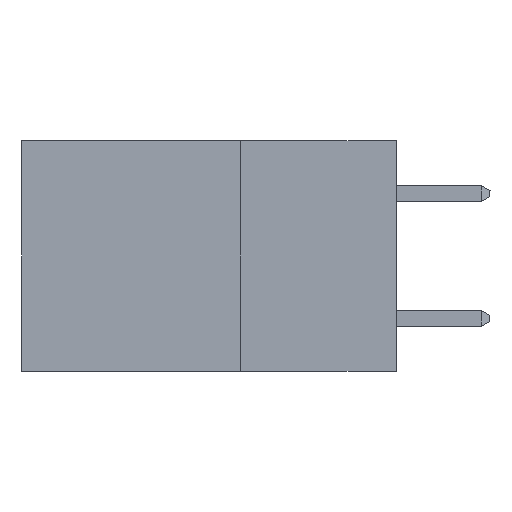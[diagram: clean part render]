
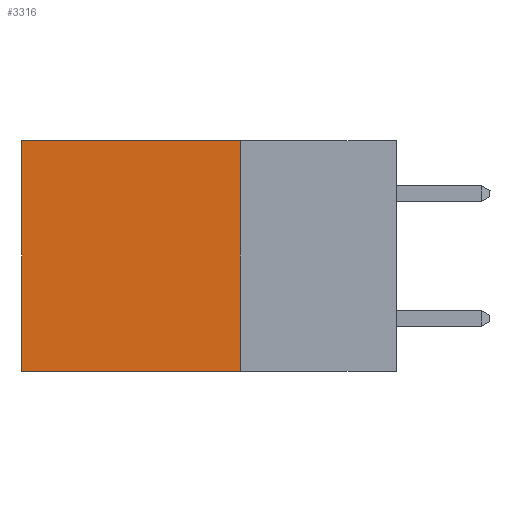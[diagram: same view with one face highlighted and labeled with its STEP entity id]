
A CAD part, left-side view. The second image highlights one B-rep face of the part: STEP entity #3316.
In plain terms, the highlighted planar face has unit normal (-1, 0, 0).
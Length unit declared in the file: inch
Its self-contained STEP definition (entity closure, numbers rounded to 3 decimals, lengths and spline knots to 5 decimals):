
#684 = CARTESIAN_POINT ( 'NONE',  ( 0.298, 0.6, 0. ) ) ;
#687 = CARTESIAN_POINT ( 'NONE',  ( 0.298, 0.6, 0. ) ) ;
#916 = CARTESIAN_POINT ( 'NONE',  ( 0.298, 0.25, -0.37 ) ) ;
#1373 = LINE ( 'NONE', #12526, #15927 ) ;
#2051 = DIRECTION ( 'NONE',  ( 0., 0., -1. ) ) ;
#2180 = VERTEX_POINT ( 'NONE', #3897 ) ;
#3316 = ADVANCED_FACE ( 'NONE', ( #11084 ), #14498, .F. ) ;
#3362 = ORIENTED_EDGE ( 'NONE', *, *, #7426, .F. ) ;
#3593 = DIRECTION ( 'NONE',  ( 0., 1., 0. ) ) ;
#3897 = CARTESIAN_POINT ( 'NONE',  ( 0.298, 0.6, -0.37 ) ) ;
#4246 = DIRECTION ( 'NONE',  ( 0., 0., -1. ) ) ;
#4530 = ORIENTED_EDGE ( 'NONE', *, *, #15836, .T. ) ;
#4945 = CARTESIAN_POINT ( 'NONE',  ( 0.298, 0.25, -0.37 ) ) ;
#7055 = LINE ( 'NONE', #15147, #9797 ) ;
#7426 = EDGE_CURVE ( 'NONE', #13839, #8403, #1373, .T. ) ;
#8389 = LINE ( 'NONE', #687, #11632 ) ;
#8403 = VERTEX_POINT ( 'NONE', #4945 ) ;
#8942 = EDGE_CURVE ( 'NONE', #14665, #2180, #8389, .T. ) ;
#9047 = EDGE_CURVE ( 'NONE', #8403, #2180, #14000, .T. ) ;
#9600 = EDGE_LOOP ( 'NONE', ( #11843, #16297, #3362, #4530 ) ) ;
#9797 = VECTOR ( 'NONE', #15197, 39.37008 ) ;
#9920 = CARTESIAN_POINT ( 'NONE',  ( 0.298, 0.25, 0. ) ) ;
#10203 = AXIS2_PLACEMENT_3D ( 'NONE', #14469, #14487, #14481 ) ;
#11084 = FACE_OUTER_BOUND ( 'NONE', #9600, .T. ) ;
#11632 = VECTOR ( 'NONE', #2051, 39.37008 ) ;
#11843 = ORIENTED_EDGE ( 'NONE', *, *, #8942, .T. ) ;
#12526 = CARTESIAN_POINT ( 'NONE',  ( 0.298, 0.25, 0. ) ) ;
#13168 = VECTOR ( 'NONE', #3593, 39.37008 ) ;
#13839 = VERTEX_POINT ( 'NONE', #9920 ) ;
#14000 = LINE ( 'NONE', #916, #13168 ) ;
#14469 = CARTESIAN_POINT ( 'NONE',  ( 0.298, 0.25, 0. ) ) ;
#14481 = DIRECTION ( 'NONE',  ( 0., 0., -1. ) ) ;
#14487 = DIRECTION ( 'NONE',  ( 1., 0., 0. ) ) ;
#14498 = PLANE ( 'NONE',  #10203 ) ;
#14665 = VERTEX_POINT ( 'NONE', #684 ) ;
#15147 = CARTESIAN_POINT ( 'NONE',  ( 0.298, 0.25, 0. ) ) ;
#15197 = DIRECTION ( 'NONE',  ( 0., 1., 0. ) ) ;
#15836 = EDGE_CURVE ( 'NONE', #13839, #14665, #7055, .T. ) ;
#15927 = VECTOR ( 'NONE', #4246, 39.37008 ) ;
#16297 = ORIENTED_EDGE ( 'NONE', *, *, #9047, .F. ) ;
